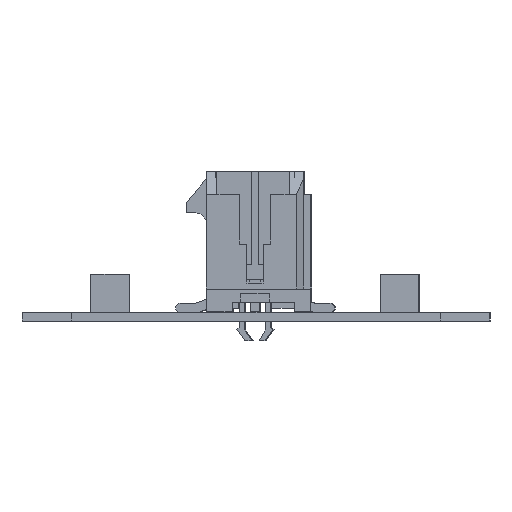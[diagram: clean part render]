
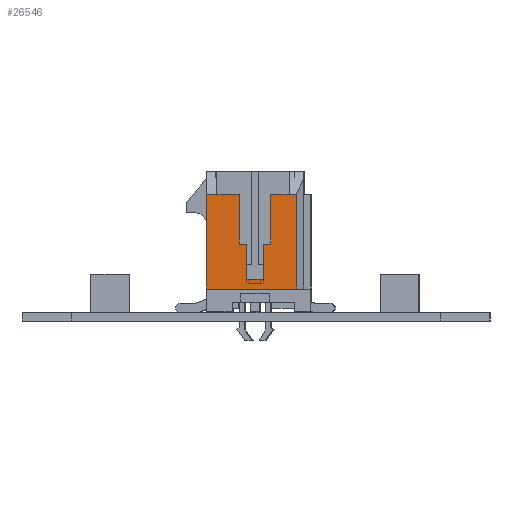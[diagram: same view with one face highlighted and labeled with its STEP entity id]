
A CAD part, left-side view. The second image highlights one B-rep face of the part: STEP entity #26546.
In plain terms, the highlighted planar face has unit normal (-1, 0, 0).
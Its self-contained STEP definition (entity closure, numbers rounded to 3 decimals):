
#26546 = ADVANCED_FACE('',(#26547),#26661,.F.);
#26547 = FACE_BOUND('',#26548,.F.);
#26548 = EDGE_LOOP('',(#26549,#26559,#26567,#26575,#26583,#26591,#26599,
    #26607,#26615,#26623,#26631,#26639,#26647,#26655));
#26549 = ORIENTED_EDGE('',*,*,#26550,.F.);
#26550 = EDGE_CURVE('',#26551,#26553,#26555,.T.);
#26551 = VERTEX_POINT('',#26552);
#26552 = CARTESIAN_POINT('',(-7.825,-1.1,3.315));
#26553 = VERTEX_POINT('',#26554);
#26554 = CARTESIAN_POINT('',(-7.825,-1.1,-0.185));
#26555 = LINE('',#26556,#26557);
#26556 = CARTESIAN_POINT('',(-7.825,-1.1,3.315));
#26557 = VECTOR('',#26558,1.);
#26558 = DIRECTION('',(0.,0.,-1.));
#26559 = ORIENTED_EDGE('',*,*,#26560,.F.);
#26560 = EDGE_CURVE('',#26561,#26551,#26563,.T.);
#26561 = VERTEX_POINT('',#26562);
#26562 = CARTESIAN_POINT('',(-7.825,-2.41,3.315));
#26563 = LINE('',#26564,#26565);
#26564 = CARTESIAN_POINT('',(-7.825,-2.41,3.315));
#26565 = VECTOR('',#26566,1.);
#26566 = DIRECTION('',(0.,1.,0.));
#26567 = ORIENTED_EDGE('',*,*,#26568,.T.);
#26568 = EDGE_CURVE('',#26561,#26569,#26571,.T.);
#26569 = VERTEX_POINT('',#26570);
#26570 = CARTESIAN_POINT('',(-7.825,-2.93,3.315));
#26571 = LINE('',#26572,#26573);
#26572 = CARTESIAN_POINT('',(-7.825,-2.41,3.315));
#26573 = VECTOR('',#26574,1.);
#26574 = DIRECTION('',(0.,-1.,0.));
#26575 = ORIENTED_EDGE('',*,*,#26576,.T.);
#26576 = EDGE_CURVE('',#26569,#26577,#26579,.T.);
#26577 = VERTEX_POINT('',#26578);
#26578 = CARTESIAN_POINT('',(-7.825,-2.93,-3.355));
#26579 = LINE('',#26580,#26581);
#26580 = CARTESIAN_POINT('',(-7.825,-2.93,3.315));
#26581 = VECTOR('',#26582,1.);
#26582 = DIRECTION('',(0.,0.,-1.));
#26583 = ORIENTED_EDGE('',*,*,#26584,.T.);
#26584 = EDGE_CURVE('',#26577,#26585,#26587,.T.);
#26585 = VERTEX_POINT('',#26586);
#26586 = CARTESIAN_POINT('',(-7.825,3.43,-3.355));
#26587 = LINE('',#26588,#26589);
#26588 = CARTESIAN_POINT('',(-7.825,-2.93,-3.355));
#26589 = VECTOR('',#26590,1.);
#26590 = DIRECTION('',(0.,1.,0.));
#26591 = ORIENTED_EDGE('',*,*,#26592,.T.);
#26592 = EDGE_CURVE('',#26585,#26593,#26595,.T.);
#26593 = VERTEX_POINT('',#26594);
#26594 = CARTESIAN_POINT('',(-7.825,3.43,3.315));
#26595 = LINE('',#26596,#26597);
#26596 = CARTESIAN_POINT('',(-7.825,3.43,-3.355));
#26597 = VECTOR('',#26598,1.);
#26598 = DIRECTION('',(0.,0.,1.));
#26599 = ORIENTED_EDGE('',*,*,#26600,.T.);
#26600 = EDGE_CURVE('',#26593,#26601,#26603,.T.);
#26601 = VERTEX_POINT('',#26602);
#26602 = CARTESIAN_POINT('',(-7.825,2.68,3.315));
#26603 = LINE('',#26604,#26605);
#26604 = CARTESIAN_POINT('',(-7.825,3.43,3.315));
#26605 = VECTOR('',#26606,1.);
#26606 = DIRECTION('',(0.,-1.,0.));
#26607 = ORIENTED_EDGE('',*,*,#26608,.F.);
#26608 = EDGE_CURVE('',#26609,#26601,#26611,.T.);
#26609 = VERTEX_POINT('',#26610);
#26610 = CARTESIAN_POINT('',(-7.825,1.1,3.315));
#26611 = LINE('',#26612,#26613);
#26612 = CARTESIAN_POINT('',(-7.825,1.1,3.315));
#26613 = VECTOR('',#26614,1.);
#26614 = DIRECTION('',(0.,1.,0.));
#26615 = ORIENTED_EDGE('',*,*,#26616,.T.);
#26616 = EDGE_CURVE('',#26609,#26617,#26619,.T.);
#26617 = VERTEX_POINT('',#26618);
#26618 = CARTESIAN_POINT('',(-7.825,1.1,-0.185));
#26619 = LINE('',#26620,#26621);
#26620 = CARTESIAN_POINT('',(-7.825,1.1,3.315));
#26621 = VECTOR('',#26622,1.);
#26622 = DIRECTION('',(0.,0.,-1.));
#26623 = ORIENTED_EDGE('',*,*,#26624,.F.);
#26624 = EDGE_CURVE('',#26625,#26617,#26627,.T.);
#26625 = VERTEX_POINT('',#26626);
#26626 = CARTESIAN_POINT('',(-7.825,0.575,-0.185));
#26627 = LINE('',#26628,#26629);
#26628 = CARTESIAN_POINT('',(-7.825,0.575,-0.185));
#26629 = VECTOR('',#26630,1.);
#26630 = DIRECTION('',(0.,1.,0.));
#26631 = ORIENTED_EDGE('',*,*,#26632,.F.);
#26632 = EDGE_CURVE('',#26633,#26625,#26635,.T.);
#26633 = VERTEX_POINT('',#26634);
#26634 = CARTESIAN_POINT('',(-7.825,0.575,-2.685));
#26635 = LINE('',#26636,#26637);
#26636 = CARTESIAN_POINT('',(-7.825,0.575,-2.685));
#26637 = VECTOR('',#26638,1.);
#26638 = DIRECTION('',(0.,0.,1.));
#26639 = ORIENTED_EDGE('',*,*,#26640,.F.);
#26640 = EDGE_CURVE('',#26641,#26633,#26643,.T.);
#26641 = VERTEX_POINT('',#26642);
#26642 = CARTESIAN_POINT('',(-7.825,-0.575,-2.685));
#26643 = LINE('',#26644,#26645);
#26644 = CARTESIAN_POINT('',(-7.825,-0.575,-2.685));
#26645 = VECTOR('',#26646,1.);
#26646 = DIRECTION('',(0.,1.,0.));
#26647 = ORIENTED_EDGE('',*,*,#26648,.F.);
#26648 = EDGE_CURVE('',#26649,#26641,#26651,.T.);
#26649 = VERTEX_POINT('',#26650);
#26650 = CARTESIAN_POINT('',(-7.825,-0.575,-0.185));
#26651 = LINE('',#26652,#26653);
#26652 = CARTESIAN_POINT('',(-7.825,-0.575,-0.185));
#26653 = VECTOR('',#26654,1.);
#26654 = DIRECTION('',(0.,0.,-1.));
#26655 = ORIENTED_EDGE('',*,*,#26656,.F.);
#26656 = EDGE_CURVE('',#26553,#26649,#26657,.T.);
#26657 = LINE('',#26658,#26659);
#26658 = CARTESIAN_POINT('',(-7.825,-1.1,-0.185));
#26659 = VECTOR('',#26660,1.);
#26660 = DIRECTION('',(0.,1.,0.));
#26661 = PLANE('',#26662);
#26662 = AXIS2_PLACEMENT_3D('',#26663,#26664,#26665);
#26663 = CARTESIAN_POINT('',(-7.825,0.,0.));
#26664 = DIRECTION('',(1.,0.,0.));
#26665 = DIRECTION('',(0.,0.,-1.));
